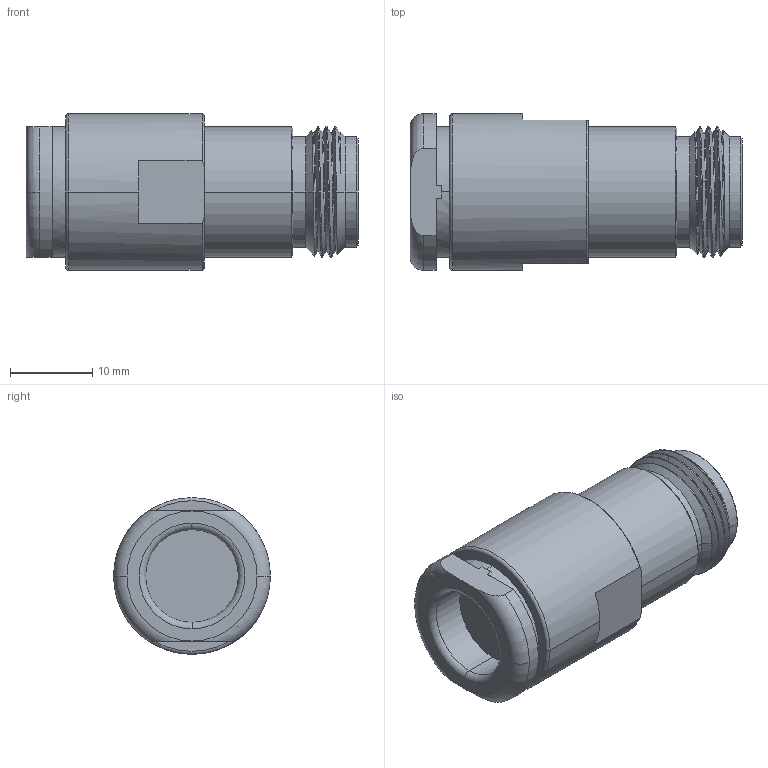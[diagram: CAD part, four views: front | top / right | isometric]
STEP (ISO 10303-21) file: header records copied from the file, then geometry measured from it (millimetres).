
FILE_DESCRIPTION((''),'2;1');
FILE_NAME('82-209_SW0001','2018-08-09T',('Kaviyarasan'),(''),'CREO PARAMETRIC BY PTC INC, 2017020','CREO PARAMETRIC BY PTC INC, 2017020','');
FILE_SCHEMA(('CONFIG_CONTROL_DESIGN'));
Length unit declared in the file: inch
Products named in the file (1): 82-209_SW0001
Bounding box: 40.34 x 19.05 x 19.05 mm (x, y, z)
Volume: 8294.9 mm3; surface area: 3445 mm2
Topology: 1 solids, 1 shells, 93 faces, 232 edges, 145 vertices
Faces by surface type: plane 33, cylinder 28, cone 18, torus 8, bspline 6
Entity records: 4493 total; most frequent: CARTESIAN_POINT 2247, DIRECTION 468, ORIENTED_EDGE 460, EDGE_CURVE 230, AXIS2_PLACEMENT_3D 187, VERTEX_POINT 145, CIRCLE 100, EDGE_LOOP 99
